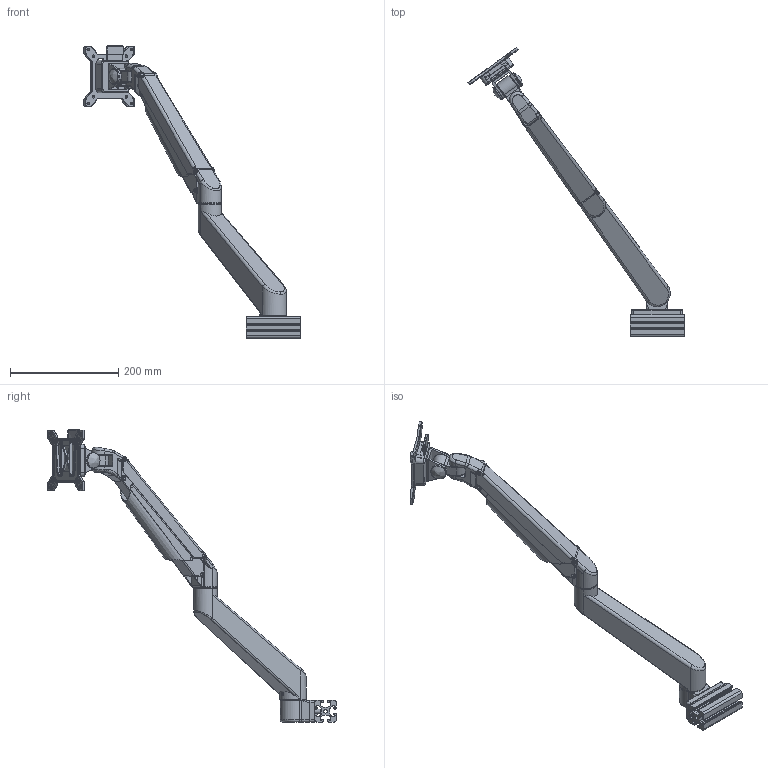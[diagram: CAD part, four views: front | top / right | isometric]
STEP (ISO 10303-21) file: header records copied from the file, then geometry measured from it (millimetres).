
FILE_DESCRIPTION (( 'STEP AP203' ), '1' );
FILE_NAME ('6mhm75100d40.step', '2020-07-28T11:33:44', ( '' ), ( '' ), 'SwSTEP 2.0', 'SolidWorks 2020', '' );
FILE_SCHEMA (( 'CONFIG_CONTROL_DESIGN' ));
Length unit declared in the file: millimetre
Products named in the file (8): 40x40_100_L100; 061MHM75100D_061MHM75100D_Index 01; 061MD40Z; 6MHM75100R01_R02_6MHM75100R01_R02; 061M40P; 4DIN6912M0820M_DIN6912M0825M; 6mhm75100d40; 4DIN6912M0815M_4DIN6912M0816M
Assembly tree (8 placements, depth 2):
  6mhm75100d40
    061M40P
    061MD40Z
    40x40_100_L100
    4DIN6912M0815M_4DIN6912M0816M  x2
    4DIN6912M0820M_DIN6912M0825M
    061MHM75100D_061MHM75100D_Index 01
    6MHM75100R01_R02_6MHM75100R01_R02
Bounding box: 400.19 x 534.68 x 540.83 mm (x, y, z)
Volume: 1452798.6 mm3; surface area: 330515 mm2
Topology: 33 solids, 35 shells, 2081 faces, 5040 edges, 3004 vertices
Faces by surface type: cylinder 851, plane 487, bspline 301, torus 255, cone 107, sphere 80
Entity records: 88375 total; most frequent: CARTESIAN_POINT 41890, ORIENTED_EDGE 9810, DIRECTION 9392, EDGE_CURVE 4905, AXIS2_PLACEMENT_3D 3733, VERTEX_POINT 2955, EDGE_LOOP 2156, ADVANCED_FACE 2061
